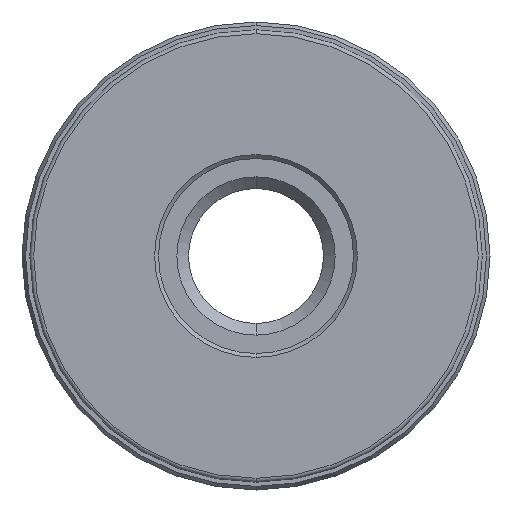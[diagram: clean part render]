
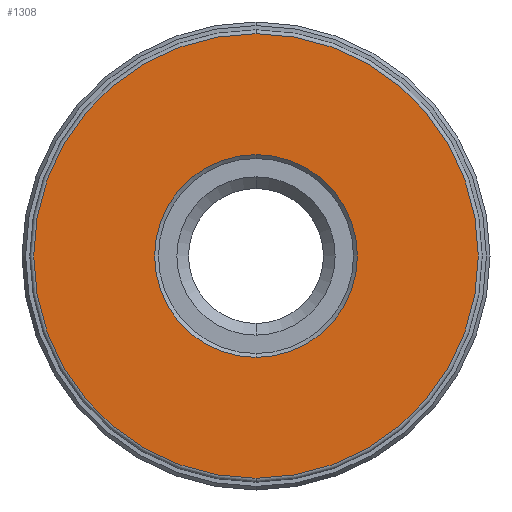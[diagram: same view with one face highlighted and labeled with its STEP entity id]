
A CAD part, front view. The second image highlights one B-rep face of the part: STEP entity #1308.
In plain terms, the highlighted planar face has unit normal (0, -1, 0).
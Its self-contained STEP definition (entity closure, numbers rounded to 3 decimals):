
#7 = DIRECTION ( 'NONE',  ( 0., 0., -1. ) ) ;
#16 = ORIENTED_EDGE ( 'NONE', *, *, #1245, .T. ) ;
#27 = DIRECTION ( 'NONE',  ( 0., -1., 0. ) ) ;
#82 = AXIS2_PLACEMENT_3D ( 'NONE', #891, #603, #806 ) ;
#113 = CARTESIAN_POINT ( 'NONE',  ( 0., 0., 0. ) ) ;
#145 = DIRECTION ( 'NONE',  ( 0., -1., 0. ) ) ;
#240 = AXIS2_PLACEMENT_3D ( 'NONE', #113, #27, #7 ) ;
#264 = FACE_OUTER_BOUND ( 'NONE', #830, .T. ) ;
#271 = CARTESIAN_POINT ( 'NONE',  ( 0., 0., 0. ) ) ;
#342 = CIRCLE ( 'NONE', #240, 28.5 ) ;
#378 = CARTESIAN_POINT ( 'NONE',  ( 0., 0., -28.5 ) ) ;
#421 = FACE_BOUND ( 'NONE', #1311, .T. ) ;
#423 = CARTESIAN_POINT ( 'NONE',  ( 0., 0., 28.5 ) ) ;
#488 = CARTESIAN_POINT ( 'NONE',  ( 0., 0., 0. ) ) ;
#493 = AXIS2_PLACEMENT_3D ( 'NONE', #488, #1220, #1258 ) ;
#603 = DIRECTION ( 'NONE',  ( 0., 1., 0. ) ) ;
#654 = EDGE_CURVE ( 'NONE', #729, #1282, #342, .T. ) ;
#678 = ORIENTED_EDGE ( 'NONE', *, *, #787, .T. ) ;
#691 = DIRECTION ( 'NONE',  ( 0., 1., 0. ) ) ;
#719 = VERTEX_POINT ( 'NONE', #1257 ) ;
#729 = VERTEX_POINT ( 'NONE', #423 ) ;
#787 = EDGE_CURVE ( 'NONE', #719, #1011, #835, .T. ) ;
#806 = DIRECTION ( 'NONE',  ( 0., 0., 1. ) ) ;
#815 = ORIENTED_EDGE ( 'NONE', *, *, #654, .T. ) ;
#830 = EDGE_LOOP ( 'NONE', ( #16, #815 ) ) ;
#835 = CIRCLE ( 'NONE', #493, 13. ) ;
#839 = EDGE_CURVE ( 'NONE', #1011, #719, #1153, .T. ) ;
#862 = CIRCLE ( 'NONE', #1288, 28.5 ) ;
#891 = CARTESIAN_POINT ( 'NONE',  ( -12.5, 0., 0. ) ) ;
#912 = CARTESIAN_POINT ( 'NONE',  ( 0., 0., -13. ) ) ;
#1009 = CARTESIAN_POINT ( 'NONE',  ( 0., 0., 0. ) ) ;
#1011 = VERTEX_POINT ( 'NONE', #912 ) ;
#1018 = DIRECTION ( 'NONE',  ( 0., 0., 1. ) ) ;
#1097 = AXIS2_PLACEMENT_3D ( 'NONE', #1009, #691, #1018 ) ;
#1153 = CIRCLE ( 'NONE', #1097, 13. ) ;
#1187 = DIRECTION ( 'NONE',  ( 0., 0., -1. ) ) ;
#1188 = ORIENTED_EDGE ( 'NONE', *, *, #839, .T. ) ;
#1220 = DIRECTION ( 'NONE',  ( 0., 1., 0. ) ) ;
#1245 = EDGE_CURVE ( 'NONE', #1282, #729, #862, .T. ) ;
#1257 = CARTESIAN_POINT ( 'NONE',  ( 0., 0., 13. ) ) ;
#1258 = DIRECTION ( 'NONE',  ( 0., 0., 1. ) ) ;
#1282 = VERTEX_POINT ( 'NONE', #378 ) ;
#1284 = PLANE ( 'NONE',  #82 ) ;
#1288 = AXIS2_PLACEMENT_3D ( 'NONE', #271, #145, #1187 ) ;
#1308 = ADVANCED_FACE ( 'NONE', ( #421, #264 ), #1284, .F. ) ;
#1311 = EDGE_LOOP ( 'NONE', ( #1188, #678 ) ) ;
